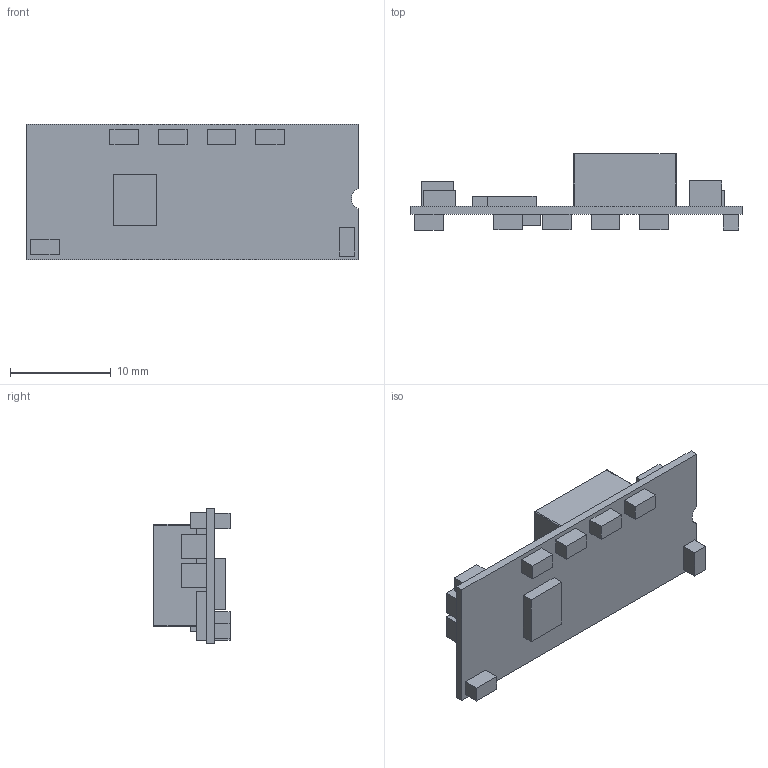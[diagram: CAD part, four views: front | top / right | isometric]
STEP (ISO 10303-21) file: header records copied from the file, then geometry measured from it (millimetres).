
FILE_DESCRIPTION (( 'STEP AP214' ), '1' );
FILE_NAME ('DOS10-05T-V02.STEP', '2017-03-20T03:32:44', ( 'user' ), ( '' ), 'SwSTEP 2.0', 'SolidWorks 2016', '' );
FILE_SCHEMA (( 'AUTOMOTIVE_DESIGN' ));
Length unit declared in the file: millimetre
Products named in the file (1): DOS10-05T-V02
Bounding box: 33 x 7.57 x 13.5 mm (x, y, z)
Volume: 1132.9 mm3; surface area: 1492.9 mm2
Topology: 1 solids, 1 shells, 97 faces, 234 edges, 156 vertices
Faces by surface type: plane 92, cylinder 5
Entity records: 3494 total; most frequent: CARTESIAN_POINT 488, ORIENTED_EDGE 468, DIRECTION 440, EDGE_CURVE 234, LINE 224, VECTOR 224, VERTEX_POINT 156, EDGE_LOOP 114
